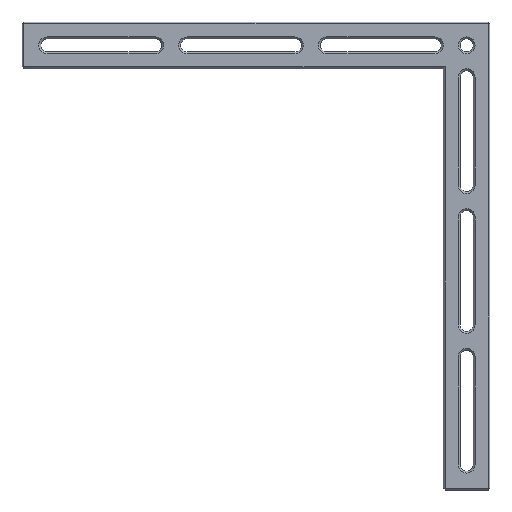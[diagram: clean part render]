
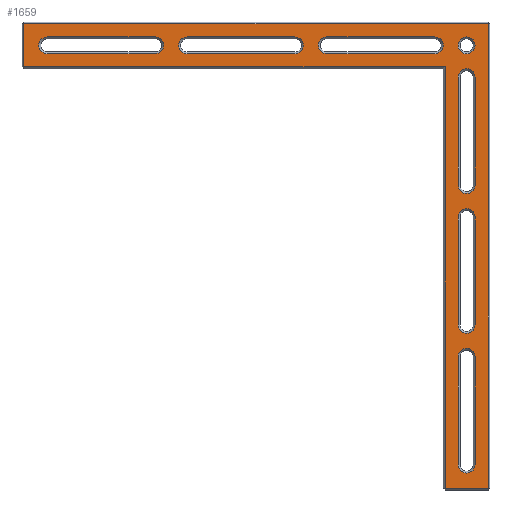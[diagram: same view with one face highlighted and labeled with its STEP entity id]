
A CAD part, top view. The second image highlights one B-rep face of the part: STEP entity #1659.
In plain terms, the highlighted planar face has unit normal (0, 0, 1).
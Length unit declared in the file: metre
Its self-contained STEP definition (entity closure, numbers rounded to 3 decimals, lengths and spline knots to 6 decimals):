
#51=CIRCLE('',#1783,0.0027);
#52=CIRCLE('',#1784,0.0027);
#53=CIRCLE('',#1785,0.0027);
#54=CIRCLE('',#1786,0.0027);
#55=CIRCLE('',#1787,0.0027);
#56=CIRCLE('',#1788,0.0027);
#57=CIRCLE('',#1789,0.0027);
#58=CIRCLE('',#1790,0.0027);
#59=CIRCLE('',#1791,0.0027);
#60=CIRCLE('',#1792,0.0027);
#61=CIRCLE('',#1793,0.0027);
#62=CIRCLE('',#1794,0.0027);
#63=CIRCLE('',#1795,0.0027);
#127=ORIENTED_EDGE('',*,*,#604,.T.);
#128=ORIENTED_EDGE('',*,*,#605,.T.);
#129=ORIENTED_EDGE('',*,*,#606,.T.);
#130=ORIENTED_EDGE('',*,*,#607,.T.);
#131=ORIENTED_EDGE('',*,*,#608,.T.);
#132=ORIENTED_EDGE('',*,*,#609,.T.);
#133=ORIENTED_EDGE('',*,*,#610,.T.);
#134=ORIENTED_EDGE('',*,*,#611,.T.);
#135=ORIENTED_EDGE('',*,*,#612,.T.);
#136=ORIENTED_EDGE('',*,*,#613,.T.);
#137=ORIENTED_EDGE('',*,*,#614,.T.);
#138=ORIENTED_EDGE('',*,*,#615,.T.);
#139=ORIENTED_EDGE('',*,*,#616,.T.);
#140=ORIENTED_EDGE('',*,*,#617,.T.);
#141=ORIENTED_EDGE('',*,*,#618,.T.);
#142=ORIENTED_EDGE('',*,*,#619,.T.);
#143=ORIENTED_EDGE('',*,*,#620,.T.);
#144=ORIENTED_EDGE('',*,*,#621,.T.);
#145=ORIENTED_EDGE('',*,*,#622,.T.);
#146=ORIENTED_EDGE('',*,*,#623,.T.);
#147=ORIENTED_EDGE('',*,*,#624,.T.);
#148=ORIENTED_EDGE('',*,*,#625,.T.);
#149=ORIENTED_EDGE('',*,*,#626,.T.);
#150=ORIENTED_EDGE('',*,*,#627,.T.);
#151=ORIENTED_EDGE('',*,*,#628,.T.);
#152=ORIENTED_EDGE('',*,*,#629,.T.);
#153=ORIENTED_EDGE('',*,*,#630,.T.);
#154=ORIENTED_EDGE('',*,*,#631,.T.);
#155=ORIENTED_EDGE('',*,*,#632,.T.);
#156=ORIENTED_EDGE('',*,*,#633,.T.);
#157=ORIENTED_EDGE('',*,*,#634,.T.);
#604=EDGE_CURVE('',#842,#843,#51,.F.);
#605=EDGE_CURVE('',#843,#844,#977,.T.);
#606=EDGE_CURVE('',#844,#845,#52,.F.);
#607=EDGE_CURVE('',#845,#842,#978,.T.);
#608=EDGE_CURVE('',#846,#847,#53,.F.);
#609=EDGE_CURVE('',#847,#848,#979,.T.);
#610=EDGE_CURVE('',#848,#849,#54,.F.);
#611=EDGE_CURVE('',#849,#846,#980,.T.);
#612=EDGE_CURVE('',#850,#851,#55,.F.);
#613=EDGE_CURVE('',#851,#852,#981,.T.);
#614=EDGE_CURVE('',#852,#853,#56,.F.);
#615=EDGE_CURVE('',#853,#850,#982,.T.);
#616=EDGE_CURVE('',#854,#855,#57,.F.);
#617=EDGE_CURVE('',#855,#856,#983,.T.);
#618=EDGE_CURVE('',#856,#857,#58,.F.);
#619=EDGE_CURVE('',#857,#854,#984,.T.);
#620=EDGE_CURVE('',#858,#859,#59,.F.);
#621=EDGE_CURVE('',#859,#860,#985,.T.);
#622=EDGE_CURVE('',#860,#861,#60,.F.);
#623=EDGE_CURVE('',#861,#858,#986,.T.);
#624=EDGE_CURVE('',#862,#863,#61,.F.);
#625=EDGE_CURVE('',#863,#864,#987,.T.);
#626=EDGE_CURVE('',#864,#865,#62,.F.);
#627=EDGE_CURVE('',#865,#862,#988,.T.);
#628=EDGE_CURVE('',#866,#866,#63,.F.);
#629=EDGE_CURVE('',#867,#868,#989,.T.);
#630=EDGE_CURVE('',#868,#869,#990,.T.);
#631=EDGE_CURVE('',#869,#870,#991,.T.);
#632=EDGE_CURVE('',#870,#871,#992,.T.);
#633=EDGE_CURVE('',#871,#872,#993,.T.);
#634=EDGE_CURVE('',#872,#867,#994,.T.);
#842=VERTEX_POINT('',#2505);
#843=VERTEX_POINT('',#2506);
#844=VERTEX_POINT('',#2508);
#845=VERTEX_POINT('',#2510);
#846=VERTEX_POINT('',#2513);
#847=VERTEX_POINT('',#2514);
#848=VERTEX_POINT('',#2516);
#849=VERTEX_POINT('',#2518);
#850=VERTEX_POINT('',#2521);
#851=VERTEX_POINT('',#2522);
#852=VERTEX_POINT('',#2524);
#853=VERTEX_POINT('',#2526);
#854=VERTEX_POINT('',#2529);
#855=VERTEX_POINT('',#2530);
#856=VERTEX_POINT('',#2532);
#857=VERTEX_POINT('',#2534);
#858=VERTEX_POINT('',#2537);
#859=VERTEX_POINT('',#2538);
#860=VERTEX_POINT('',#2540);
#861=VERTEX_POINT('',#2542);
#862=VERTEX_POINT('',#2545);
#863=VERTEX_POINT('',#2546);
#864=VERTEX_POINT('',#2548);
#865=VERTEX_POINT('',#2550);
#866=VERTEX_POINT('',#2553);
#867=VERTEX_POINT('',#2555);
#868=VERTEX_POINT('',#2556);
#869=VERTEX_POINT('',#2558);
#870=VERTEX_POINT('',#2560);
#871=VERTEX_POINT('',#2562);
#872=VERTEX_POINT('',#2564);
#977=LINE('',#2507,#1164);
#978=LINE('',#2511,#1165);
#979=LINE('',#2515,#1166);
#980=LINE('',#2519,#1167);
#981=LINE('',#2523,#1168);
#982=LINE('',#2527,#1169);
#983=LINE('',#2531,#1170);
#984=LINE('',#2535,#1171);
#985=LINE('',#2539,#1172);
#986=LINE('',#2543,#1173);
#987=LINE('',#2547,#1174);
#988=LINE('',#2551,#1175);
#989=LINE('',#2554,#1176);
#990=LINE('',#2557,#1177);
#991=LINE('',#2559,#1178);
#992=LINE('',#2561,#1179);
#993=LINE('',#2563,#1180);
#994=LINE('',#2565,#1181);
#1164=VECTOR('',#1979,1.);
#1165=VECTOR('',#1982,1.);
#1166=VECTOR('',#1985,1.);
#1167=VECTOR('',#1988,1.);
#1168=VECTOR('',#1991,1.);
#1169=VECTOR('',#1994,1.);
#1170=VECTOR('',#1997,1.);
#1171=VECTOR('',#2000,1.);
#1172=VECTOR('',#2003,1.);
#1173=VECTOR('',#2006,1.);
#1174=VECTOR('',#2009,1.);
#1175=VECTOR('',#2012,1.);
#1176=VECTOR('',#2015,1.);
#1177=VECTOR('',#2016,1.);
#1178=VECTOR('',#2017,1.);
#1179=VECTOR('',#2018,1.);
#1180=VECTOR('',#2019,1.);
#1181=VECTOR('',#2020,1.);
#1334=EDGE_LOOP('',(#127,#128,#129,#130));
#1335=EDGE_LOOP('',(#131,#132,#133,#134));
#1336=EDGE_LOOP('',(#135,#136,#137,#138));
#1337=EDGE_LOOP('',(#139,#140,#141,#142));
#1338=EDGE_LOOP('',(#143,#144,#145,#146));
#1339=EDGE_LOOP('',(#147,#148,#149,#150));
#1340=EDGE_LOOP('',(#151));
#1341=EDGE_LOOP('',(#152,#153,#154,#155,#156,#157));
#1461=FACE_BOUND('',#1334,.T.);
#1462=FACE_BOUND('',#1335,.T.);
#1463=FACE_BOUND('',#1336,.T.);
#1464=FACE_BOUND('',#1337,.T.);
#1465=FACE_BOUND('',#1338,.T.);
#1466=FACE_BOUND('',#1339,.T.);
#1467=FACE_BOUND('',#1340,.T.);
#1468=FACE_BOUND('',#1341,.T.);
#1588=PLANE('',#1782);
#1659=ADVANCED_FACE('',(#1461,#1462,#1463,#1464,#1465,#1466,#1467,#1468),
#1588,.T.);
#1782=AXIS2_PLACEMENT_3D('',#2503,#1975,#1976);
#1783=AXIS2_PLACEMENT_3D('',#2504,#1977,#1978);
#1784=AXIS2_PLACEMENT_3D('',#2509,#1980,#1981);
#1785=AXIS2_PLACEMENT_3D('',#2512,#1983,#1984);
#1786=AXIS2_PLACEMENT_3D('',#2517,#1986,#1987);
#1787=AXIS2_PLACEMENT_3D('',#2520,#1989,#1990);
#1788=AXIS2_PLACEMENT_3D('',#2525,#1992,#1993);
#1789=AXIS2_PLACEMENT_3D('',#2528,#1995,#1996);
#1790=AXIS2_PLACEMENT_3D('',#2533,#1998,#1999);
#1791=AXIS2_PLACEMENT_3D('',#2536,#2001,#2002);
#1792=AXIS2_PLACEMENT_3D('',#2541,#2004,#2005);
#1793=AXIS2_PLACEMENT_3D('',#2544,#2007,#2008);
#1794=AXIS2_PLACEMENT_3D('',#2549,#2010,#2011);
#1795=AXIS2_PLACEMENT_3D('',#2552,#2013,#2014);
#1975=DIRECTION('',(0.,0.,1.));
#1976=DIRECTION('',(1.,0.,0.));
#1977=DIRECTION('',(0.,0.,1.));
#1978=DIRECTION('',(1.,0.,0.));
#1979=DIRECTION('',(0.,1.,0.));
#1980=DIRECTION('',(0.,0.,1.));
#1981=DIRECTION('',(1.,0.,0.));
#1982=DIRECTION('',(0.,-1.,0.));
#1983=DIRECTION('',(0.,0.,1.));
#1984=DIRECTION('',(1.,0.,0.));
#1985=DIRECTION('',(0.,-1.,0.));
#1986=DIRECTION('',(0.,0.,1.));
#1987=DIRECTION('',(1.,0.,0.));
#1988=DIRECTION('',(0.,1.,0.));
#1989=DIRECTION('',(0.,0.,1.));
#1990=DIRECTION('',(1.,0.,0.));
#1991=DIRECTION('',(0.,-1.,0.));
#1992=DIRECTION('',(0.,0.,1.));
#1993=DIRECTION('',(1.,0.,0.));
#1994=DIRECTION('',(0.,1.,0.));
#1995=DIRECTION('',(0.,0.,1.));
#1996=DIRECTION('',(1.,0.,0.));
#1997=DIRECTION('',(-1.,0.,0.));
#1998=DIRECTION('',(0.,0.,1.));
#1999=DIRECTION('',(1.,0.,0.));
#2000=DIRECTION('',(1.,0.,0.));
#2001=DIRECTION('',(0.,0.,1.));
#2002=DIRECTION('',(1.,0.,0.));
#2003=DIRECTION('',(-1.,0.,0.));
#2004=DIRECTION('',(0.,0.,1.));
#2005=DIRECTION('',(1.,0.,0.));
#2006=DIRECTION('',(1.,0.,0.));
#2007=DIRECTION('',(0.,0.,1.));
#2008=DIRECTION('',(1.,0.,0.));
#2009=DIRECTION('',(-1.,0.,0.));
#2010=DIRECTION('',(0.,0.,1.));
#2011=DIRECTION('',(1.,0.,0.));
#2012=DIRECTION('',(1.,0.,0.));
#2013=DIRECTION('',(0.,0.,1.));
#2014=DIRECTION('',(1.,0.,0.));
#2015=DIRECTION('',(0.,-1.,0.));
#2016=DIRECTION('',(1.,0.,0.));
#2017=DIRECTION('',(0.,1.,0.));
#2018=DIRECTION('',(-1.,0.,0.));
#2019=DIRECTION('',(0.,-1.,0.));
#2020=DIRECTION('',(1.,0.,0.));
#2503=CARTESIAN_POINT('',(-0.06,-0.06,0.01));
#2504=CARTESIAN_POINT('',(0.0075,-0.1269,0.01));
#2505=CARTESIAN_POINT('',(0.0102,-0.1269,0.01));
#2506=CARTESIAN_POINT('',(0.0048,-0.1269,0.01));
#2507=CARTESIAN_POINT('',(0.0048,-0.0923,0.01));
#2508=CARTESIAN_POINT('',(0.0048,-0.0923,0.01));
#2509=CARTESIAN_POINT('',(0.0075,-0.0923,0.01));
#2510=CARTESIAN_POINT('',(0.0102,-0.0923,0.01));
#2511=CARTESIAN_POINT('',(0.0102,-0.06,0.01));
#2512=CARTESIAN_POINT('',(0.0075,-0.0475,0.01));
#2513=CARTESIAN_POINT('',(0.0048,-0.0475,0.01));
#2514=CARTESIAN_POINT('',(0.0102,-0.0475,0.01));
#2515=CARTESIAN_POINT('',(0.0102,-0.06,0.01));
#2516=CARTESIAN_POINT('',(0.0102,-0.0821,0.01));
#2517=CARTESIAN_POINT('',(0.0075,-0.0821,0.01));
#2518=CARTESIAN_POINT('',(0.0048,-0.0821,0.01));
#2519=CARTESIAN_POINT('',(0.0048,-0.0475,0.01));
#2520=CARTESIAN_POINT('',(0.0075,-0.0027,0.01));
#2521=CARTESIAN_POINT('',(0.0048,-0.0027,0.01));
#2522=CARTESIAN_POINT('',(0.0102,-0.0027,0.01));
#2523=CARTESIAN_POINT('',(0.0102,-0.06,0.01));
#2524=CARTESIAN_POINT('',(0.0102,-0.0373,0.01));
#2525=CARTESIAN_POINT('',(0.0075,-0.0373,0.01));
#2526=CARTESIAN_POINT('',(0.0048,-0.0373,0.01));
#2527=CARTESIAN_POINT('',(0.0048,-0.0027,0.01));
#2528=CARTESIAN_POINT('',(-0.0923,0.0075,0.01));
#2529=CARTESIAN_POINT('',(-0.0923,0.0102,0.01));
#2530=CARTESIAN_POINT('',(-0.0923,0.0048,0.01));
#2531=CARTESIAN_POINT('',(-0.06,0.0048,0.01));
#2532=CARTESIAN_POINT('',(-0.1269,0.0048,0.01));
#2533=CARTESIAN_POINT('',(-0.1269,0.0075,0.01));
#2534=CARTESIAN_POINT('',(-0.1269,0.0102,0.01));
#2535=CARTESIAN_POINT('',(-0.0923,0.0102,0.01));
#2536=CARTESIAN_POINT('',(-0.0475,0.0075,0.01));
#2537=CARTESIAN_POINT('',(-0.0475,0.0102,0.01));
#2538=CARTESIAN_POINT('',(-0.0475,0.0048,0.01));
#2539=CARTESIAN_POINT('',(-0.06,0.0048,0.01));
#2540=CARTESIAN_POINT('',(-0.0821,0.0048,0.01));
#2541=CARTESIAN_POINT('',(-0.0821,0.0075,0.01));
#2542=CARTESIAN_POINT('',(-0.0821,0.0102,0.01));
#2543=CARTESIAN_POINT('',(-0.0475,0.0102,0.01));
#2544=CARTESIAN_POINT('',(-0.0027,0.0075,0.01));
#2545=CARTESIAN_POINT('',(-0.0027,0.0102,0.01));
#2546=CARTESIAN_POINT('',(-0.0027,0.0048,0.01));
#2547=CARTESIAN_POINT('',(-0.06,0.0048,0.01));
#2548=CARTESIAN_POINT('',(-0.0373,0.0048,0.01));
#2549=CARTESIAN_POINT('',(-0.0373,0.0075,0.01));
#2550=CARTESIAN_POINT('',(-0.0373,0.0102,0.01));
#2551=CARTESIAN_POINT('',(-0.0027,0.0102,0.01));
#2552=CARTESIAN_POINT('',(0.0075,0.0075,0.01));
#2553=CARTESIAN_POINT('',(0.0102,0.0075,0.01));
#2554=CARTESIAN_POINT('',(0.0006,-0.06,0.01));
#2555=CARTESIAN_POINT('',(0.0006,0.0006,0.01));
#2556=CARTESIAN_POINT('',(0.0006,-0.1344,0.01));
#2557=CARTESIAN_POINT('',(-0.06,-0.1344,0.01));
#2558=CARTESIAN_POINT('',(0.0144,-0.1344,0.01));
#2559=CARTESIAN_POINT('',(0.0144,-0.06,0.01));
#2560=CARTESIAN_POINT('',(0.0144,0.0144,0.01));
#2561=CARTESIAN_POINT('',(-0.06,0.0144,0.01));
#2562=CARTESIAN_POINT('',(-0.1344,0.0144,0.01));
#2563=CARTESIAN_POINT('',(-0.1344,-0.06,0.01));
#2564=CARTESIAN_POINT('',(-0.1344,0.0006,0.01));
#2565=CARTESIAN_POINT('',(-0.06,0.0006,0.01));
